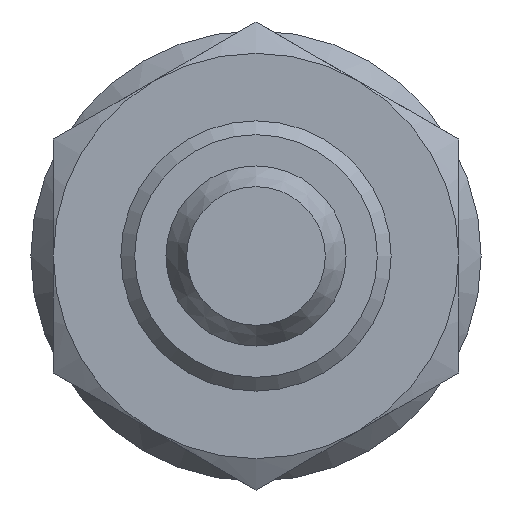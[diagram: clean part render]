
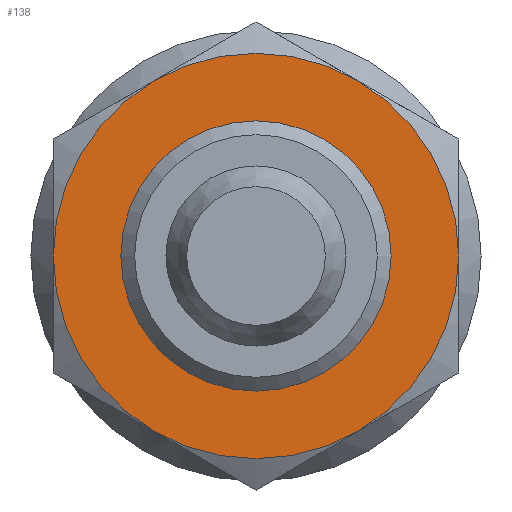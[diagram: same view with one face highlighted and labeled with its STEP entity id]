
A CAD part, front view. The second image highlights one B-rep face of the part: STEP entity #138.
In plain terms, the highlighted planar face has unit normal (0, -1, 0).
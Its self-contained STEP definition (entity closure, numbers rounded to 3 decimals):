
#138 = ADVANCED_FACE( '', ( #296, #297 ), #298, .F. );
#296 = FACE_BOUND( '', #465, .T. );
#297 = FACE_OUTER_BOUND( '', #466, .T. );
#298 = PLANE( '', #467 );
#465 = EDGE_LOOP( '', ( #769 ) );
#466 = EDGE_LOOP( '', ( #770, #771, #772, #773, #774, #775 ) );
#467 = AXIS2_PLACEMENT_3D( '', #776, #777, #778 );
#769 = ORIENTED_EDGE( '', *, *, #999, .F. );
#770 = ORIENTED_EDGE( '', *, *, #940, .T. );
#771 = ORIENTED_EDGE( '', *, *, #966, .T. );
#772 = ORIENTED_EDGE( '', *, *, #1000, .T. );
#773 = ORIENTED_EDGE( '', *, *, #911, .T. );
#774 = ORIENTED_EDGE( '', *, *, #976, .T. );
#775 = ORIENTED_EDGE( '', *, *, #964, .T. );
#776 = CARTESIAN_POINT( '', ( 18., -40., 0. ) );
#777 = DIRECTION( '', ( 0., 1., 0. ) );
#778 = DIRECTION( '', ( 0., 0., 1. ) );
#911 = EDGE_CURVE( '', #1069, #1066, #1070, .T. );
#940 = EDGE_CURVE( '', #1118, #1115, #1119, .T. );
#964 = EDGE_CURVE( '', #1029, #1118, #1149, .T. );
#966 = EDGE_CURVE( '', #1115, #1080, #1151, .T. );
#976 = EDGE_CURVE( '', #1066, #1029, #1161, .T. );
#999 = EDGE_CURVE( '', #1190, #1190, #1191, .F. );
#1000 = EDGE_CURVE( '', #1080, #1069, #1192, .T. );
#1029 = VERTEX_POINT( '', #1236 );
#1066 = VERTEX_POINT( '', #1315 );
#1069 = VERTEX_POINT( '', #1325 );
#1070 = CIRCLE( '', #1326, 18. );
#1080 = VERTEX_POINT( '', #1356 );
#1115 = VERTEX_POINT( '', #1464 );
#1118 = VERTEX_POINT( '', #1474 );
#1119 = CIRCLE( '', #1475, 18. );
#1149 = CIRCLE( '', #1538, 18. );
#1151 = CIRCLE( '', #1540, 18. );
#1161 = CIRCLE( '', #1569, 18. );
#1190 = VERTEX_POINT( '', #1614 );
#1191 = CIRCLE( '', #1615, 12. );
#1192 = CIRCLE( '', #1616, 18. );
#1236 = CARTESIAN_POINT( '', ( -9., -40., -15.588 ) );
#1315 = CARTESIAN_POINT( '', ( -18., -40., 0. ) );
#1325 = CARTESIAN_POINT( '', ( -9., -40., 15.588 ) );
#1326 = AXIS2_PLACEMENT_3D( '', #1686, #1687, #1688 );
#1356 = CARTESIAN_POINT( '', ( 9., -40., 15.588 ) );
#1464 = CARTESIAN_POINT( '', ( 18., -40., 0. ) );
#1474 = CARTESIAN_POINT( '', ( 9., -40., -15.588 ) );
#1475 = AXIS2_PLACEMENT_3D( '', #1701, #1702, #1703 );
#1538 = AXIS2_PLACEMENT_3D( '', #1730, #1731, #1732 );
#1540 = AXIS2_PLACEMENT_3D( '', #1733, #1734, #1735 );
#1569 = AXIS2_PLACEMENT_3D( '', #1739, #1740, #1741 );
#1614 = CARTESIAN_POINT( '', ( 0., -40., 12. ) );
#1615 = AXIS2_PLACEMENT_3D( '', #1770, #1771, #1772 );
#1616 = AXIS2_PLACEMENT_3D( '', #1773, #1774, #1775 );
#1686 = CARTESIAN_POINT( '', ( 0., -40., 0. ) );
#1687 = DIRECTION( '', ( 0., -1., 0. ) );
#1688 = DIRECTION( '', ( 0., 0., -1. ) );
#1701 = CARTESIAN_POINT( '', ( 0., -40., 0. ) );
#1702 = DIRECTION( '', ( 0., -1., 0. ) );
#1703 = DIRECTION( '', ( 0., 0., -1. ) );
#1730 = CARTESIAN_POINT( '', ( 0., -40., 0. ) );
#1731 = DIRECTION( '', ( 0., -1., 0. ) );
#1732 = DIRECTION( '', ( 0., 0., -1. ) );
#1733 = CARTESIAN_POINT( '', ( 0., -40., 0. ) );
#1734 = DIRECTION( '', ( 0., -1., 0. ) );
#1735 = DIRECTION( '', ( 0., 0., -1. ) );
#1739 = CARTESIAN_POINT( '', ( 0., -40., 0. ) );
#1740 = DIRECTION( '', ( 0., -1., 0. ) );
#1741 = DIRECTION( '', ( 0., 0., -1. ) );
#1770 = CARTESIAN_POINT( '', ( 0., -40., 0. ) );
#1771 = DIRECTION( '', ( 0., 1., 0. ) );
#1772 = DIRECTION( '', ( 0., 0., 1. ) );
#1773 = CARTESIAN_POINT( '', ( 0., -40., 0. ) );
#1774 = DIRECTION( '', ( 0., -1., 0. ) );
#1775 = DIRECTION( '', ( 0., 0., -1. ) );
